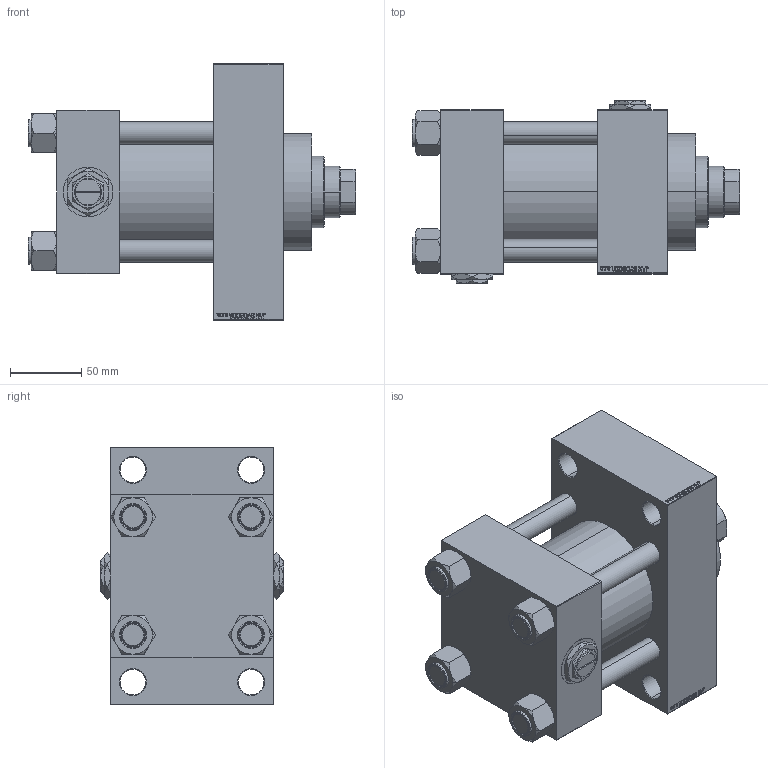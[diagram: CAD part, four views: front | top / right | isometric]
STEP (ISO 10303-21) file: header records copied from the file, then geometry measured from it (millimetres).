
FILE_DESCRIPTION (( 'STEP AP203' ), '1' );
FILE_NAME ('cc67.STEP', '2025-04-15T13:15:33', ( '' ), ( '' ), 'SwSTEP 2.0', 'SolidWorks 2019', '' );
FILE_SCHEMA (( 'CONFIG_CONTROL_DESIGN' ));
Length unit declared in the file: millimetre
Products named in the file (7): V215CR_D_TYCINKA a3e77d6ed5480685b8d6eaee6b4e5a2a; V215CR_D_Body a3e77d6ed5480685b8d6eaee6b4e5a2a; V215CR_VCP_D a3e77d6ed5480685b8d6eaee6b4e5a2a; NUT_M5_D a3e77d6ed5480685b8d6eaee6b4e5a2a; cc67; Zatka_pro_OIL_PORT a3e77d6ed5480685b8d6eaee6b4e5a2a; V215_VC_A a3e77d6ed5480685b8d6eaee6b4e5a2a
Assembly tree (13 placements, depth 2):
  cc67
    V215CR_D_Body a3e77d6ed5480685b8d6eaee6b4e5a2a
    V215CR_VCP_D a3e77d6ed5480685b8d6eaee6b4e5a2a
    NUT_M5_D a3e77d6ed5480685b8d6eaee6b4e5a2a  x4
    V215CR_D_TYCINKA a3e77d6ed5480685b8d6eaee6b4e5a2a  x4
    V215_VC_A a3e77d6ed5480685b8d6eaee6b4e5a2a
    Zatka_pro_OIL_PORT a3e77d6ed5480685b8d6eaee6b4e5a2a  x2
Bounding box: 230 x 129 x 180 mm (x, y, z)
Volume: 2005375.6 mm3; surface area: 297926.9 mm2
Topology: 13 solids, 13 shells, 1236 faces, 3096 edges, 2001 vertices
Faces by surface type: plane 589, bspline 368, cone 182, cylinder 89, torus 8
Entity records: 49206 total; most frequent: CARTESIAN_POINT 25671, ORIENTED_EDGE 5264, DIRECTION 3446, EDGE_CURVE 2632, VERTEX_POINT 1721, LINE 1556, VECTOR 1556, EDGE_LOOP 1171
